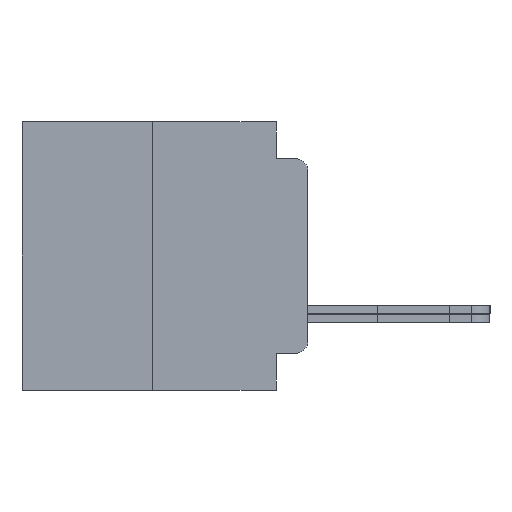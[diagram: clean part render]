
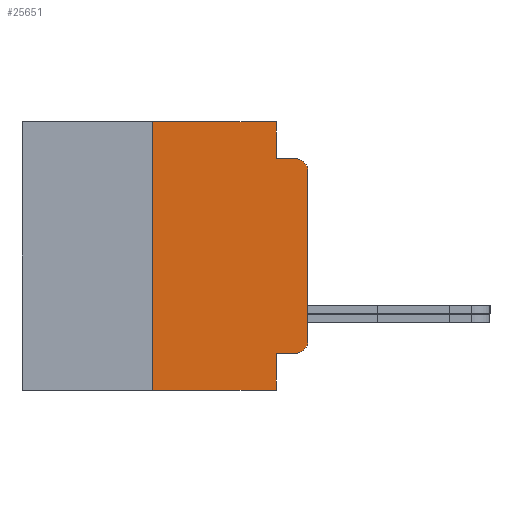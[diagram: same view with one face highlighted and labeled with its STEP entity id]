
A CAD part, left-side view. The second image highlights one B-rep face of the part: STEP entity #25651.
In plain terms, the highlighted planar face has unit normal (-1, 0, 0).
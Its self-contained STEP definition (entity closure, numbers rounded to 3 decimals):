
#83 = VERTEX_POINT ( 'NONE', #923 ) ;
#111 = CARTESIAN_POINT ( 'NONE',  ( -75.603, 1.295, 3.975 ) ) ;
#484 = VERTEX_POINT ( 'NONE', #23443 ) ;
#923 = CARTESIAN_POINT ( 'NONE',  ( -75.603, 6.35, 5.486 ) ) ;
#1000 = VERTEX_POINT ( 'NONE', #27492 ) ;
#2469 = VECTOR ( 'NONE', #3950, 1000. ) ;
#3008 = DIRECTION ( 'NONE',  ( 1., 0., 0. ) ) ;
#3108 = PLANE ( 'NONE',  #19268 ) ;
#3871 = DIRECTION ( 'NONE',  ( -1., 0., 0. ) ) ;
#3950 = DIRECTION ( 'NONE',  ( 0., 0., 1. ) ) ;
#4162 = CARTESIAN_POINT ( 'NONE',  ( -75.603, 6.35, -5.486 ) ) ;
#4812 = CARTESIAN_POINT ( 'NONE',  ( -75.603, 0.508, 3.467 ) ) ;
#5067 = LINE ( 'NONE', #15603, #18729 ) ;
#5470 = LINE ( 'NONE', #24031, #15776 ) ;
#5521 = DIRECTION ( 'NONE',  ( 0., -1., 0. ) ) ;
#6341 = ORIENTED_EDGE ( 'NONE', *, *, #20670, .T. ) ;
#6522 = CARTESIAN_POINT ( 'NONE',  ( -75.603, 1.295, 0. ) ) ;
#6928 = VECTOR ( 'NONE', #9050, 1000. ) ;
#7226 = DIRECTION ( 'NONE',  ( 0., -1., 0. ) ) ;
#7353 = CARTESIAN_POINT ( 'NONE',  ( -75.603, 1.295, 0. ) ) ;
#7689 = ORIENTED_EDGE ( 'NONE', *, *, #23763, .T. ) ;
#7697 = CARTESIAN_POINT ( 'NONE',  ( -75.603, 11.684, 5.486 ) ) ;
#8063 = CARTESIAN_POINT ( 'NONE',  ( -75.603, 0.508, -3.467 ) ) ;
#8794 = VECTOR ( 'NONE', #11812, 1000. ) ;
#9050 = DIRECTION ( 'NONE',  ( 0., 0., -1. ) ) ;
#9148 = VERTEX_POINT ( 'NONE', #15581 ) ;
#9172 = EDGE_LOOP ( 'NONE', ( #6341, #26157, #7689, #15015, #11708, #25122, #25041, #20550, #13713, #16880 ) ) ;
#9355 = DIRECTION ( 'NONE',  ( 0., 0., 1. ) ) ;
#9660 = CARTESIAN_POINT ( 'NONE',  ( -75.603, 1.295, -3.975 ) ) ;
#10093 = AXIS2_PLACEMENT_3D ( 'NONE', #8063, #3871, #12190 ) ;
#10294 = LINE ( 'NONE', #6522, #18911 ) ;
#11600 = VERTEX_POINT ( 'NONE', #4162 ) ;
#11708 = ORIENTED_EDGE ( 'NONE', *, *, #26845, .F. ) ;
#11755 = VECTOR ( 'NONE', #22567, 1000. ) ;
#11812 = DIRECTION ( 'NONE',  ( 0., -1., 0. ) ) ;
#12190 = DIRECTION ( 'NONE',  ( 0., 0., -1. ) ) ;
#12509 = VERTEX_POINT ( 'NONE', #24294 ) ;
#12811 = LINE ( 'NONE', #9660, #8794 ) ;
#13380 = VERTEX_POINT ( 'NONE', #21179 ) ;
#13713 = ORIENTED_EDGE ( 'NONE', *, *, #24937, .T. ) ;
#14278 = AXIS2_PLACEMENT_3D ( 'NONE', #4812, #23970, #19696 ) ;
#14488 = LINE ( 'NONE', #27566, #2469 ) ;
#15015 = ORIENTED_EDGE ( 'NONE', *, *, #24852, .T. ) ;
#15226 = VERTEX_POINT ( 'NONE', #22351 ) ;
#15581 = CARTESIAN_POINT ( 'NONE',  ( -75.603, 0.508, -3.975 ) ) ;
#15603 = CARTESIAN_POINT ( 'NONE',  ( -75.603, 11.684, -5.486 ) ) ;
#15729 = LINE ( 'NONE', #7697, #11755 ) ;
#15776 = VECTOR ( 'NONE', #9355, 1000. ) ;
#16355 = EDGE_CURVE ( 'NONE', #83, #20776, #15729, .T. ) ;
#16880 = ORIENTED_EDGE ( 'NONE', *, *, #18692, .F. ) ;
#17062 = CARTESIAN_POINT ( 'NONE',  ( -75.603, 1.295, -3.975 ) ) ;
#17316 = LINE ( 'NONE', #111, #24285 ) ;
#18658 = CARTESIAN_POINT ( 'NONE',  ( -75.603, 1.295, 5.486 ) ) ;
#18692 = EDGE_CURVE ( 'NONE', #24027, #12509, #10294, .T. ) ;
#18729 = VECTOR ( 'NONE', #7226, 1000. ) ;
#18911 = VECTOR ( 'NONE', #23538, 1000. ) ;
#19268 = AXIS2_PLACEMENT_3D ( 'NONE', #22244, #3008, #24487 ) ;
#19578 = EDGE_CURVE ( 'NONE', #9148, #15226, #22158, .T. ) ;
#19696 = DIRECTION ( 'NONE',  ( 0., 0., -1. ) ) ;
#20550 = ORIENTED_EDGE ( 'NONE', *, *, #23559, .F. ) ;
#20670 = EDGE_CURVE ( 'NONE', #24027, #9148, #12811, .T. ) ;
#20776 = VERTEX_POINT ( 'NONE', #18658 ) ;
#21179 = CARTESIAN_POINT ( 'NONE',  ( -75.603, 1.295, 3.975 ) ) ;
#22158 = CIRCLE ( 'NONE', #10093, 0.508 ) ;
#22244 = CARTESIAN_POINT ( 'NONE',  ( -75.603, 11.684, 5.486 ) ) ;
#22328 = FACE_OUTER_BOUND ( 'NONE', #9172, .T. ) ;
#22351 = CARTESIAN_POINT ( 'NONE',  ( -75.603, 0., -3.467 ) ) ;
#22567 = DIRECTION ( 'NONE',  ( 0., -1., 0. ) ) ;
#22713 = CIRCLE ( 'NONE', #14278, 0.508 ) ;
#23443 = CARTESIAN_POINT ( 'NONE',  ( -75.603, 0., 3.467 ) ) ;
#23538 = DIRECTION ( 'NONE',  ( 0., 0., -1. ) ) ;
#23559 = EDGE_CURVE ( 'NONE', #11600, #83, #14488, .T. ) ;
#23763 = EDGE_CURVE ( 'NONE', #15226, #484, #5470, .T. ) ;
#23970 = DIRECTION ( 'NONE',  ( -1., 0., 0. ) ) ;
#24027 = VERTEX_POINT ( 'NONE', #17062 ) ;
#24031 = CARTESIAN_POINT ( 'NONE',  ( -75.603, 0., 5.486 ) ) ;
#24285 = VECTOR ( 'NONE', #5521, 1000. ) ;
#24294 = CARTESIAN_POINT ( 'NONE',  ( -75.603, 1.295, -5.486 ) ) ;
#24487 = DIRECTION ( 'NONE',  ( 0., 0., -1. ) ) ;
#24852 = EDGE_CURVE ( 'NONE', #484, #1000, #22713, .T. ) ;
#24937 = EDGE_CURVE ( 'NONE', #11600, #12509, #5067, .T. ) ;
#25041 = ORIENTED_EDGE ( 'NONE', *, *, #16355, .F. ) ;
#25122 = ORIENTED_EDGE ( 'NONE', *, *, #27477, .F. ) ;
#25651 = ADVANCED_FACE ( 'NONE', ( #22328 ), #3108, .F. ) ;
#25914 = LINE ( 'NONE', #7353, #6928 ) ;
#26157 = ORIENTED_EDGE ( 'NONE', *, *, #19578, .T. ) ;
#26845 = EDGE_CURVE ( 'NONE', #13380, #1000, #17316, .T. ) ;
#27477 = EDGE_CURVE ( 'NONE', #20776, #13380, #25914, .T. ) ;
#27492 = CARTESIAN_POINT ( 'NONE',  ( -75.603, 0.508, 3.975 ) ) ;
#27566 = CARTESIAN_POINT ( 'NONE',  ( -75.603, 6.35, -5.486 ) ) ;
